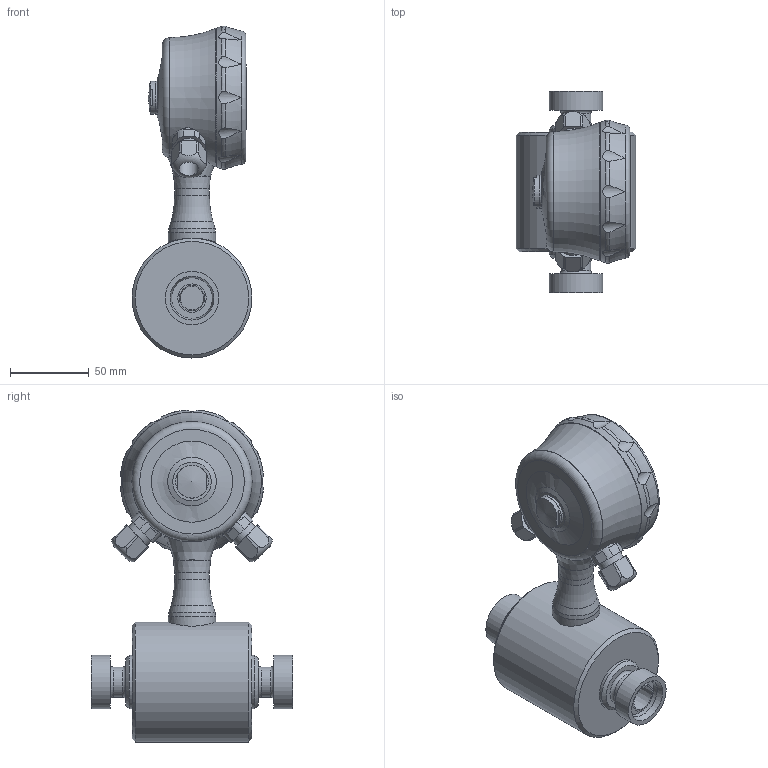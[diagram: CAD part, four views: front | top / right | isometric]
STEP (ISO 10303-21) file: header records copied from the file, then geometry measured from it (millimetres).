
FILE_DESCRIPTION( ( 'Unknown' ), '1' );
FILE_NAME( 'PF75H5xxxxxxx03x1D32xx2xxx0x0.stp', 'Unknown', ( 'Unknown' ), ( 'Unknown' ), 'PSStep 19.0.9', 'Unknown', ' ' );
FILE_SCHEMA( ( 'AUTOMOTIVE_DESIGN { 1 0 10303 214 1 1 1 1 }' ) );
Length unit declared in the file: millimetre
Products named in the file (1): Unterteil_PF75H_DIN_11851_DN15
Bounding box: 76.1 x 128 x 210.87 mm (x, y, z)
Volume: 683376.5 mm3; surface area: 82138.2 mm2
Topology: 1 solids, 18 shells, 526 faces, 1368 edges, 902 vertices
Faces by surface type: plane 266, cylinder 149, torus 41, cone 37, bspline 21, extrusion 4, revolution 4, sphere 4
Full cylindrical faces by diameter (mm): 3 x1, 3.459 x2, 12 x2, 16 x4, 16.691 x2, 18 x4, 19 x2, 20.8 x1, 21 x1, 22 x1, 23.5 x1, 25.8 x2, 30 x1, 34 x4, 76.1 x1, 81.2 x1, 83.7 x1, 88 x1
Entity records: 23371 total; most frequent: CARTESIAN_POINT 7044, ORIENTED_EDGE 2500, DIRECTION 2384, EDGE_CURVE 1250, AXIS2_PLACEMENT_3D 895, VERTEX_POINT 862, EDGE_LOOP 643, VECTOR 590
